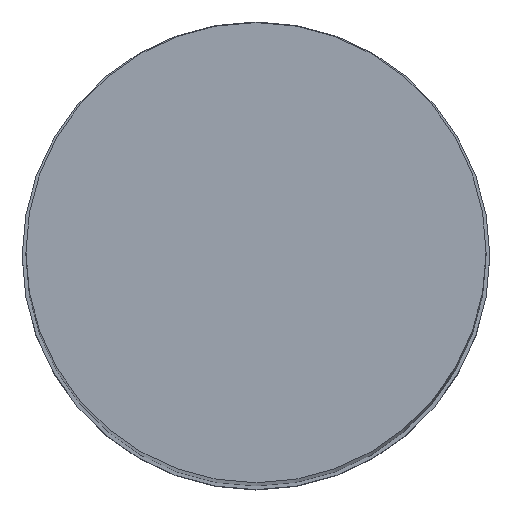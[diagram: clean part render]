
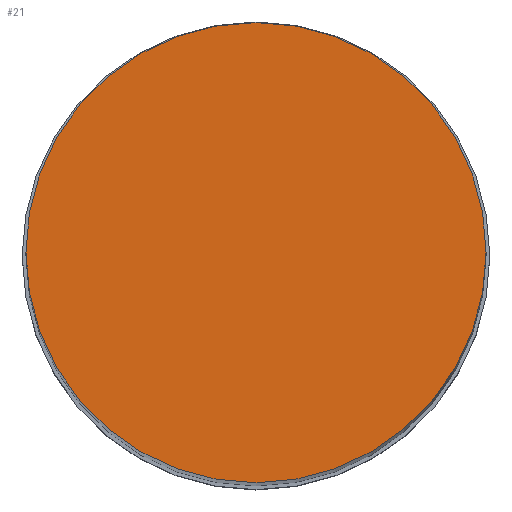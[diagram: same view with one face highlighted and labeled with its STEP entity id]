
A CAD part, top view. The second image highlights one B-rep face of the part: STEP entity #21.
In plain terms, the highlighted planar face has unit normal (0, 0, 1).
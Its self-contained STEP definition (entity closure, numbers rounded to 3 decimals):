
#3 = DIRECTION ( 'NONE',  ( 0., 0., 1. ) ) ;
#17 = DIRECTION ( 'NONE',  ( 0., 0., 1. ) ) ;
#19 = CIRCLE ( 'NONE', #186, 2.45 ) ;
#20 = DIRECTION ( 'NONE',  ( 0., 0., 1. ) ) ;
#21 = ADVANCED_FACE ( 'NONE', ( #162 ), #130, .T. ) ;
#39 = CIRCLE ( 'NONE', #172, 2.45 ) ;
#49 = ORIENTED_EDGE ( 'NONE', *, *, #108, .T. ) ;
#52 = DIRECTION ( 'NONE',  ( 1., 0., 0. ) ) ;
#66 = DIRECTION ( 'NONE',  ( 1., 0., 0. ) ) ;
#67 = CARTESIAN_POINT ( 'NONE',  ( 0., 0., 8. ) ) ;
#69 = CARTESIAN_POINT ( 'NONE',  ( -2.45, 0., 8. ) ) ;
#74 = AXIS2_PLACEMENT_3D ( 'NONE', #81, #20, #52 ) ;
#81 = CARTESIAN_POINT ( 'NONE',  ( 0., 0., 8. ) ) ;
#82 = VERTEX_POINT ( 'NONE', #159 ) ;
#88 = EDGE_CURVE ( 'NONE', #82, #129, #39, .T. ) ;
#108 = EDGE_CURVE ( 'NONE', #129, #82, #19, .T. ) ;
#119 = EDGE_LOOP ( 'NONE', ( #193, #49 ) ) ;
#129 = VERTEX_POINT ( 'NONE', #69 ) ;
#130 = PLANE ( 'NONE',  #74 ) ;
#147 = DIRECTION ( 'NONE',  ( 1., 0., 0. ) ) ;
#159 = CARTESIAN_POINT ( 'NONE',  ( 2.45, 0., 8. ) ) ;
#162 = FACE_OUTER_BOUND ( 'NONE', #119, .T. ) ;
#172 = AXIS2_PLACEMENT_3D ( 'NONE', #67, #17, #147 ) ;
#186 = AXIS2_PLACEMENT_3D ( 'NONE', #194, #3, #66 ) ;
#193 = ORIENTED_EDGE ( 'NONE', *, *, #88, .T. ) ;
#194 = CARTESIAN_POINT ( 'NONE',  ( 0., 0., 8. ) ) ;
